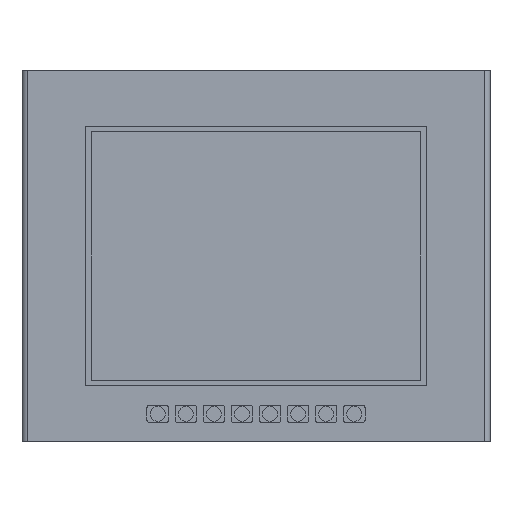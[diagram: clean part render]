
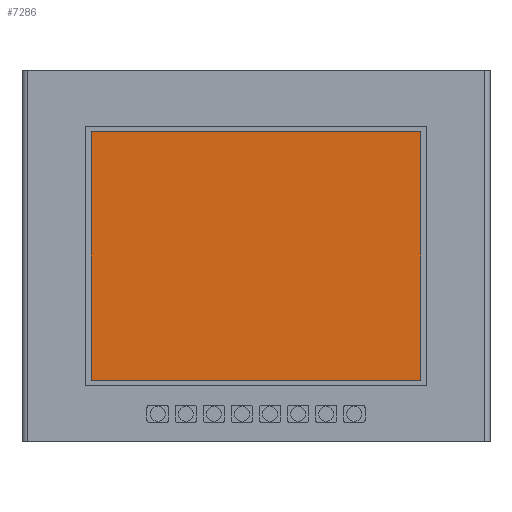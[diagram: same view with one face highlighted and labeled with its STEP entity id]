
A CAD part, front view. The second image highlights one B-rep face of the part: STEP entity #7286.
In plain terms, the highlighted planar face has unit normal (0, -1, 0).
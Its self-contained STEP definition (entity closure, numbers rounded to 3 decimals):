
#7247=CARTESIAN_POINT('POINT13907',(76.835,-4.746,57.912)
   );
#7248=VERTEX_POINT('VERTEX13907',#7247);
#7249=CARTESIAN_POINT('POINT13908',(76.835,-4.746,-57.912
   ));
#7250=VERTEX_POINT('VERTEX13908',#7249);
#7251=CARTESIAN_POINT('POS26398',(76.835,-4.746,0.));
#7252=DIRECTION('DIR34799',(0.,0.,-1.));
#7253=VECTOR('VEC17997',#7252,25.4);
#7254=LINE('STRAIGHT17997',#7251,#7253);
#7255=EDGE_CURVE('EDGE21130',#7248,#7250,#7254,.T.);
#7256=ORIENTED_EDGE('COEDGE42251',*,*,#7255,.F.);
#7257=CARTESIAN_POINT('POINT13909',(-76.835,-4.746,57.912
   ));
#7258=VERTEX_POINT('VERTEX13909',#7257);
#7259=CARTESIAN_POINT('POS26399',(0.,-4.746,57.912));
#7260=DIRECTION('DIR34800',(-1.,0.,0.));
#7261=VECTOR('VEC17998',#7260,25.4);
#7262=LINE('STRAIGHT17998',#7259,#7261);
#7263=EDGE_CURVE('EDGE21131',#7248,#7258,#7262,.T.);
#7264=ORIENTED_EDGE('COEDGE42252',*,*,#7263,.T.);
#7265=CARTESIAN_POINT('POINT13910',(-76.835,-4.746,
   -57.912));
#7266=VERTEX_POINT('VERTEX13910',#7265);
#7267=CARTESIAN_POINT('POS26400',(-76.835,-4.746,0.));
#7268=DIRECTION('DIR34801',(0.,0.,-1.));
#7269=VECTOR('VEC17999',#7268,25.4);
#7270=LINE('STRAIGHT17999',#7267,#7269);
#7271=EDGE_CURVE('EDGE21132',#7258,#7266,#7270,.T.);
#7272=ORIENTED_EDGE('COEDGE42253',*,*,#7271,.T.);
#7273=CARTESIAN_POINT('POS26401',(0.,-4.746,-57.912));
#7274=DIRECTION('DIR34802',(1.,0.,0.));
#7275=VECTOR('VEC18000',#7274,25.4);
#7276=LINE('STRAIGHT18000',#7273,#7275);
#7277=EDGE_CURVE('EDGE21133',#7266,#7250,#7276,.T.);
#7278=ORIENTED_EDGE('COEDGE42254',*,*,#7277,.T.);
#7279=EDGE_LOOP('NONE',(#7256,#7264,#7272,#7278));
#7280=FACE_BOUND('LOOP1',#7279,.T.);
#7281=CARTESIAN_POINT('POS26402',(0.,-4.746,0.));
#7282=DIRECTION('DIR34803',(0.,-1.,0.));
#7283=DIRECTION('DIR34804',(1.,0.,0.));
#7284=AXIS2_PLACEMENT_3D('AXIS8402',#7281,#7282,#7283);
#7285=PLANE('PLANE6143',#7284);
#7286=ADVANCED_FACE('FACE8165',(#7280),#7285,.T.);
